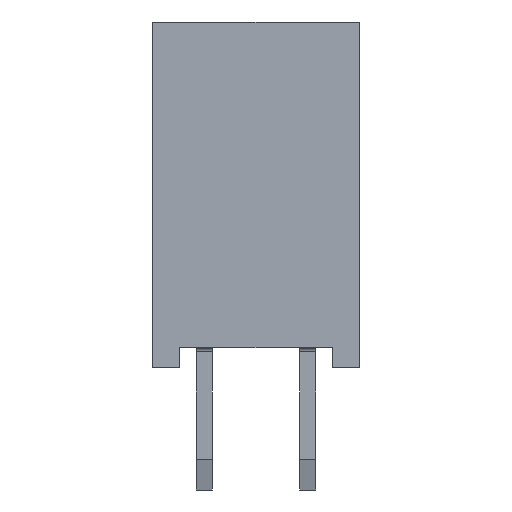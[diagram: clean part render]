
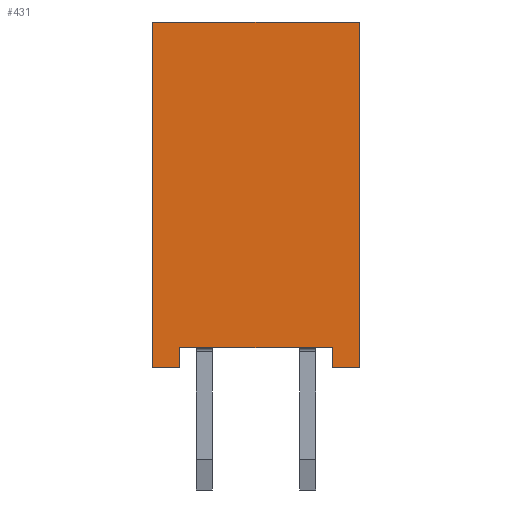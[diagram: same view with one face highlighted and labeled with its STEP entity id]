
A CAD part, left-side view. The second image highlights one B-rep face of the part: STEP entity #431.
In plain terms, the highlighted planar face has unit normal (-1, 0, 0).
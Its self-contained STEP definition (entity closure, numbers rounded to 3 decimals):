
#431=ADVANCED_FACE('',(#1413),#1415,.T.);
#1413=FACE_BOUND('',#1414,.T.);
#1414=EDGE_LOOP('',(#2201,#2202,#2203,#2204,#2205,#2206,#2207,#2208));
#1415=PLANE('',#1416);
#1416=AXIS2_PLACEMENT_3D('',#1417,#1418,#1419);
#1417=CARTESIAN_POINT('',(-1.27,3.81,0.));
#1418=DIRECTION('',(-1.,0.,0.));
#1419=DIRECTION('',(0.,-1.,0.));
#2201=ORIENTED_EDGE('',*,*,#2739,.T.);
#2202=ORIENTED_EDGE('',*,*,#2740,.T.);
#2203=ORIENTED_EDGE('',*,*,#2741,.T.);
#2204=ORIENTED_EDGE('',*,*,#2742,.F.);
#2205=ORIENTED_EDGE('',*,*,#2743,.F.);
#2206=ORIENTED_EDGE('',*,*,#2744,.T.);
#2207=ORIENTED_EDGE('',*,*,#2745,.T.);
#2208=ORIENTED_EDGE('',*,*,#2661,.T.);
#2661=EDGE_CURVE('',#3041,#3042,#3043,.T.);
#2739=EDGE_CURVE('',#3042,#3163,#3164,.F.);
#2740=EDGE_CURVE('',#3163,#3165,#3166,.T.);
#2741=EDGE_CURVE('',#3165,#3167,#3168,.T.);
#2742=EDGE_CURVE('',#3169,#3167,#3170,.T.);
#2743=EDGE_CURVE('',#3171,#3169,#3172,.T.);
#2744=EDGE_CURVE('',#3171,#3173,#3174,.T.);
#2745=EDGE_CURVE('',#3173,#3041,#3175,.F.);
#3041=VERTEX_POINT('',#3713);
#3042=VERTEX_POINT('',#3714);
#3043=LINE('',#3715,#3716);
#3163=VERTEX_POINT('',#4001);
#3164=LINE('',#4002,#4003);
#3165=VERTEX_POINT('',#4005);
#3166=LINE('',#4006,#4007);
#3167=VERTEX_POINT('',#4009);
#3168=LINE('',#4010,#4011);
#3169=VERTEX_POINT('',#4013);
#3170=LINE('',#4014,#4015);
#3171=VERTEX_POINT('',#4017);
#3172=LINE('',#4018,#4019);
#3173=VERTEX_POINT('',#4021);
#3174=LINE('',#4022,#4023);
#3175=LINE('',#4025,#4026);
#3713=CARTESIAN_POINT('',(-1.27,3.14,0.5));
#3714=CARTESIAN_POINT('',(-1.27,-0.6,0.5));
#3715=CARTESIAN_POINT('',(-1.27,3.14,0.5));
#3716=VECTOR('',#3717,1.);
#3717=DIRECTION('',(0.,-1.,0.));
#4001=CARTESIAN_POINT('',(-1.27,-0.6,0.));
#4002=CARTESIAN_POINT('',(-1.27,-0.6,0.));
#4003=VECTOR('',#4004,1.);
#4004=DIRECTION('',(0.,0.,1.));
#4005=CARTESIAN_POINT('',(-1.27,-1.27,0.));
#4006=CARTESIAN_POINT('',(-1.27,-0.6,0.));
#4007=VECTOR('',#4008,1.);
#4008=DIRECTION('',(0.,-1.,0.));
#4009=CARTESIAN_POINT('',(-1.27,-1.27,8.5));
#4010=CARTESIAN_POINT('',(-1.27,-1.27,0.));
#4011=VECTOR('',#4012,1.);
#4012=DIRECTION('',(0.,0.,1.));
#4013=CARTESIAN_POINT('',(-1.27,3.81,8.5));
#4014=CARTESIAN_POINT('',(-1.27,3.81,8.5));
#4015=VECTOR('',#4016,1.);
#4016=DIRECTION('',(0.,-1.,0.));
#4017=CARTESIAN_POINT('',(-1.27,3.81,0.));
#4018=CARTESIAN_POINT('',(-1.27,3.81,0.));
#4019=VECTOR('',#4020,1.);
#4020=DIRECTION('',(0.,0.,1.));
#4021=CARTESIAN_POINT('',(-1.27,3.14,0.));
#4022=CARTESIAN_POINT('',(-1.27,3.81,0.));
#4023=VECTOR('',#4024,1.);
#4024=DIRECTION('',(0.,-1.,0.));
#4025=CARTESIAN_POINT('',(-1.27,3.14,0.5));
#4026=VECTOR('',#4027,1.);
#4027=DIRECTION('',(0.,0.,-1.));
